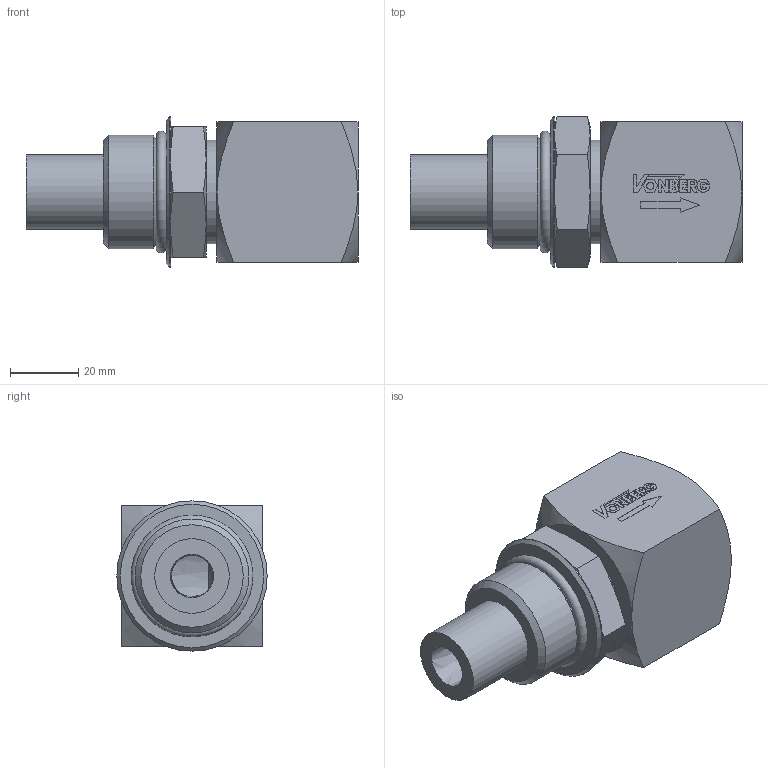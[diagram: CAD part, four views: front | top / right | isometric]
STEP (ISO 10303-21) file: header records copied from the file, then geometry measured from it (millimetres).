
FILE_DESCRIPTION((''),'2;1');
FILE_NAME('8816.stp','2015-02-18T09:38:58',('jml'),(''),'Autodesk Inventor 2010','Autodesk Inventor 2010','');
FILE_SCHEMA(('AUTOMOTIVE_DESIGN { 1 0 10303 214 1 1 1 1 }'));
Length unit declared in the file: inch
Products named in the file (5): 8716; 221441; 916 O-RING; 990298; 990299
Assembly tree (4 placements, depth 2):
  8716
    221441
    916 O-RING
    990298
    990299
Bounding box: 97.16 x 43.99 x 43.99 mm (x, y, z)
Volume: 81207 mm3; surface area: 25885.2 mm2
Topology: 4 solids, 4 shells, 159 faces, 382 edges, 244 vertices
Faces by surface type: plane 102, cone 29, cylinder 22, bspline 4, torus 2
Full cylindrical faces by diameter (mm): 2.088 x1, 21.844 x1, 26.988 x1, 30.378 x2, 33.325 x2, 43.993 x1
Entity records: 4733 total; most frequent: CARTESIAN_POINT 953, DIRECTION 720, ORIENTED_EDGE 710, EDGE_CURVE 355, AXIS2_PLACEMENT_3D 243, VERTEX_POINT 239, VECTOR 234, LINE 234
